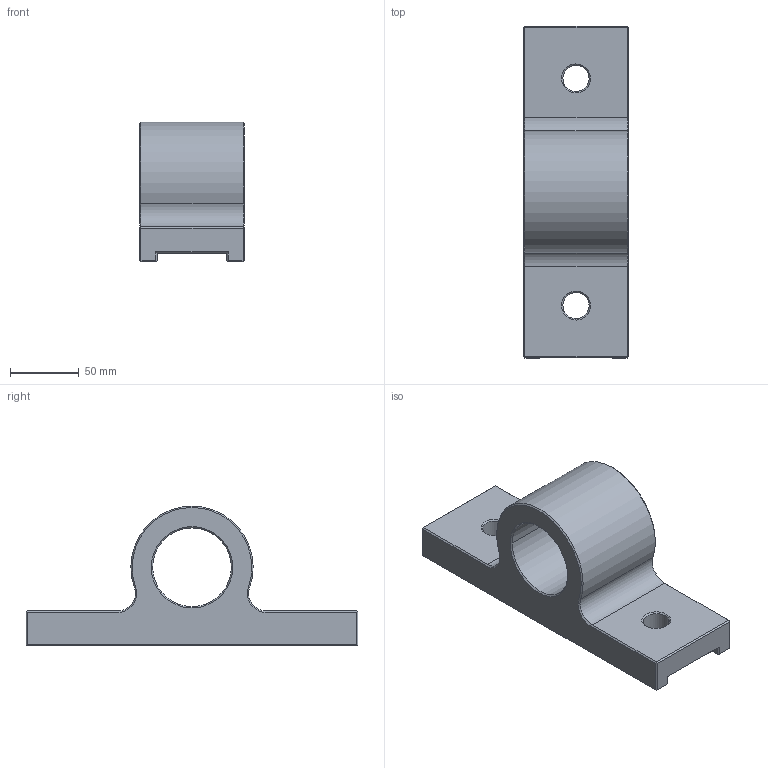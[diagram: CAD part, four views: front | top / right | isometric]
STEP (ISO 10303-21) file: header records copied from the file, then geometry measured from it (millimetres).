
FILE_DESCRIPTION(('CATIA V5 STEP Exchange'),'2;1');
FILE_NAME('Dead_eye_bearing.stp','2017-12-05T00:39:53+00:00',('none'),('none'),'CATIA Version 5 Release 21 GA (IN-10)','CATIA V5 STEP AP203','none');
FILE_SCHEMA(('CONFIG_CONTROL_DESIGN'));
Length unit declared in the file: millimetre
Products named in the file (1): Dead_eye_bearing
Bounding box: 76.2 x 241.3 x 101.6 mm (x, y, z)
Volume: 628193.3 mm3; surface area: 83592.5 mm2
Topology: 1 solids, 1 shells, 62 faces, 156 edges, 96 vertices
Faces by surface type: plane 35, cone 18, cylinder 9
Entity records: 1777 total; most frequent: CARTESIAN_POINT 350, ORIENTED_EDGE 312, DIRECTION 230, EDGE_CURVE 156, VERTEX_POINT 96, AXIS2_PLACEMENT_3D 94, VECTOR 80, LINE 80
